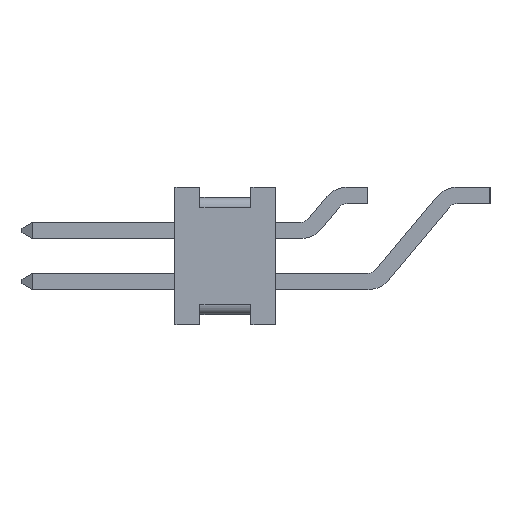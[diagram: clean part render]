
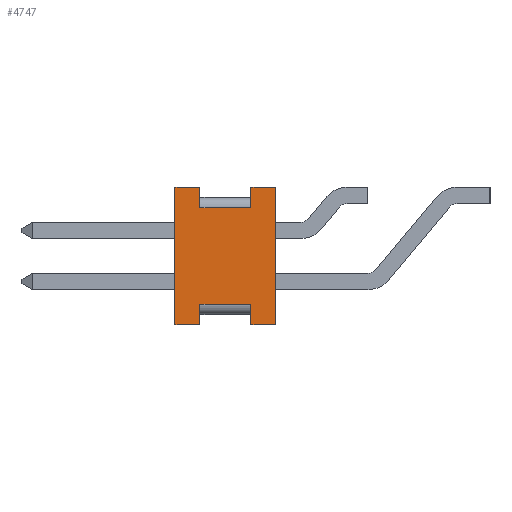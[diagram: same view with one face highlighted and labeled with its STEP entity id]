
A CAD part, left-side view. The second image highlights one B-rep face of the part: STEP entity #4747.
In plain terms, the highlighted planar face has unit normal (-1, 0, 0).
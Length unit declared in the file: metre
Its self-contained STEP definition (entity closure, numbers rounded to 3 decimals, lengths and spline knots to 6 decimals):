
#4747=ADVANCED_FACE('0:1532',(#8047),#8048,.F.);
#8047=FACE_OUTER_BOUND('',#13078,.T.);
#8048=PLANE('',#13079);
#13078=EDGE_LOOP('',(#22527,#22528,#22529,#22530,#22531,#22532,#22533,#22534,#22535,#22536,#22537,#22538));
#13079=AXIS2_PLACEMENT_3D('',#22539,#22540,#22541);
#22527=ORIENTED_EDGE('',*,*,#36753,.T.);
#22528=ORIENTED_EDGE('',*,*,#36764,.T.);
#22529=ORIENTED_EDGE('',*,*,#37736,.F.);
#22530=ORIENTED_EDGE('',*,*,#38725,.F.);
#22531=ORIENTED_EDGE('',*,*,#37739,.T.);
#22532=ORIENTED_EDGE('',*,*,#36747,.T.);
#22533=ORIENTED_EDGE('',*,*,#36746,.T.);
#22534=ORIENTED_EDGE('',*,*,#36741,.T.);
#22535=ORIENTED_EDGE('',*,*,#38723,.T.);
#22536=ORIENTED_EDGE('',*,*,#38726,.T.);
#22537=ORIENTED_EDGE('',*,*,#38727,.F.);
#22538=ORIENTED_EDGE('',*,*,#36761,.T.);
#22539=CARTESIAN_POINT('',(-0.01905,0.002515,0.001715));
#22540=DIRECTION('',(1.0,-0.0,0.0));
#22541=DIRECTION('',(0.0,1.0,-0.0));
#36741=EDGE_CURVE('0:7496',#43468,#43465,#43469,.T.);
#36746=EDGE_CURVE('0:7493',#43474,#43468,#43476,.T.);
#36747=EDGE_CURVE('0:7490',#43477,#43474,#43478,.T.);
#36753=EDGE_CURVE('0:7475',#43484,#43486,#43488,.T.);
#36761=EDGE_CURVE('0:7502',#43494,#43484,#43502,.T.);
#36764=EDGE_CURVE('0:7478',#43486,#43506,#43507,.T.);
#37736=EDGE_CURVE('0:7481',#45157,#43506,#45158,.T.);
#37739=EDGE_CURVE('0:7487',#45162,#43477,#45163,.T.);
#38723=EDGE_CURVE('0:4775',#43465,#46762,#46763,.T.);
#38725=EDGE_CURVE('0:7484',#45162,#45157,#46765,.T.);
#38726=EDGE_CURVE('0:7499',#46762,#46766,#46767,.T.);
#38727=EDGE_CURVE('0:4769',#43494,#46766,#46768,.T.);
#43465=VERTEX_POINT('NONE',#54182);
#43468=VERTEX_POINT('NONE',#54186);
#43469=LINE('',#54187,#54188);
#43474=VERTEX_POINT('NONE',#54195);
#43476=LINE('',#54197,#54198);
#43477=VERTEX_POINT('NONE',#54199);
#43478=LINE('',#54200,#54201);
#43484=VERTEX_POINT('NONE',#54210);
#43486=VERTEX_POINT('NONE',#54212);
#43488=LINE('',#54214,#54215);
#43494=VERTEX_POINT('NONE',#54224);
#43502=LINE('',#54236,#54237);
#43506=VERTEX_POINT('NONE',#54243);
#43507=LINE('',#54244,#54245);
#45157=VERTEX_POINT('NONE',#56862);
#45158=LINE('',#56863,#56864);
#45162=VERTEX_POINT('NONE',#56870);
#45163=LINE('',#56871,#56872);
#46762=VERTEX_POINT('NONE',#59454);
#46763=LINE('',#59455,#59456);
#46765=LINE('',#59459,#59460);
#46766=VERTEX_POINT('NONE',#59461);
#46767=LINE('',#59462,#59463);
#46768=LINE('',#59464,#59465);
#54182=CARTESIAN_POINT('',(-0.01905,0.000622,-0.001715));
#54186=CARTESIAN_POINT('',(-0.01905,0.000622,-0.001207));
#54187=CARTESIAN_POINT('',(-0.01905,0.000622,-0.001715));
#54188=VECTOR('',#69330,1.0);
#54195=CARTESIAN_POINT('',(-0.01905,0.001892,-0.001207));
#54197=CARTESIAN_POINT('',(-0.01905,0.002515,-0.001207));
#54198=VECTOR('',#69339,1.0);
#54199=CARTESIAN_POINT('',(-0.01905,0.001892,-0.001715));
#54200=CARTESIAN_POINT('',(-0.01905,0.001892,-0.001715));
#54201=VECTOR('',#69340,1.0);
#54210=CARTESIAN_POINT('',(-0.01905,0.000622,0.001207));
#54212=CARTESIAN_POINT('',(-0.01905,0.001892,0.001207));
#54214=CARTESIAN_POINT('',(-0.01905,0.002515,0.001207));
#54215=VECTOR('',#69350,1.0);
#54224=CARTESIAN_POINT('',(-0.01905,0.000622,0.001715));
#54236=CARTESIAN_POINT('',(-0.01905,0.000622,0.001715));
#54237=VECTOR('',#69358,1.0);
#54243=CARTESIAN_POINT('',(-0.01905,0.001892,0.001715));
#54244=CARTESIAN_POINT('',(-0.01905,0.001892,0.001715));
#54245=VECTOR('',#69361,1.0);
#56862=CARTESIAN_POINT('',(-0.01905,0.002515,0.001715));
#56863=CARTESIAN_POINT('',(-0.01905,0.002515,0.001715));
#56864=VECTOR('',#70341,1.0);
#56870=CARTESIAN_POINT('',(-0.01905,0.002515,-0.001715));
#56871=CARTESIAN_POINT('',(-0.01905,0.002515,-0.001715));
#56872=VECTOR('',#70344,1.0);
#59454=CARTESIAN_POINT('',(-0.01905,0.0,-0.001715));
#59455=CARTESIAN_POINT('',(-0.01905,0.002515,-0.001715));
#59456=VECTOR('',#71328,1.0);
#59459=CARTESIAN_POINT('',(-0.01905,0.002515,0.001715));
#59460=VECTOR('',#71330,1.0);
#59461=CARTESIAN_POINT('',(-0.01905,0.0,0.001715));
#59462=CARTESIAN_POINT('',(-0.01905,0.0,0.001715));
#59463=VECTOR('',#71331,1.0);
#59464=CARTESIAN_POINT('',(-0.01905,0.002515,0.001715));
#59465=VECTOR('',#71332,1.0);
#69330=DIRECTION('',(-0.0,-0.0,-1.0));
#69339=DIRECTION('',(-0.0,-1.0,0.0));
#69340=DIRECTION('',(0.0,0.0,1.0));
#69350=DIRECTION('',(0.0,1.0,0.0));
#69358=DIRECTION('',(0.0,0.0,-1.0));
#69361=DIRECTION('',(-0.0,-0.0,1.0));
#70341=DIRECTION('',(-0.0,-1.0,-0.0));
#70344=DIRECTION('',(-0.0,-1.0,-0.0));
#71328=DIRECTION('',(-0.0,-1.0,-0.0));
#71330=DIRECTION('',(-0.0,-0.0,1.0));
#71331=DIRECTION('',(-0.0,-0.0,1.0));
#71332=DIRECTION('',(-0.0,-1.0,-0.0));
